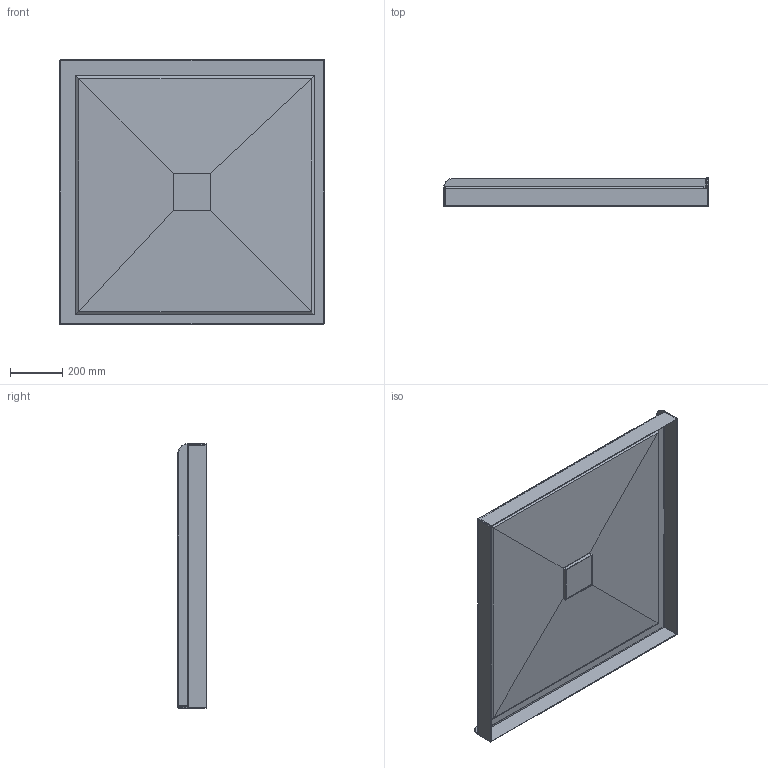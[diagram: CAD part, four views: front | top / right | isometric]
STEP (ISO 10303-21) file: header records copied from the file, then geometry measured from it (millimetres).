
FILE_DESCRIPTION (( 'STEP AP203' ), '1' );
FILE_NAME ('ACP1010S.STEP', '2025-06-03T03:57:16', ( '' ), ( '' ), 'SwSTEP 2.0', 'SolidWorks 2025', '' );
FILE_SCHEMA (( 'CONFIG_CONTROL_DESIGN' ));
Length unit declared in the file: millimetre
Products named in the file (1): ACP1010S
Bounding box: 1010 x 107 x 1010 mm (x, y, z)
Surface area: 1967983.6 mm2 (no closed solid volume)
Topology: 0 solids, 4 shells, 134 faces, 319 edges, 195 vertices
Faces by surface type: plane 70, cylinder 42, torus 22
Entity records: 3892 total; most frequent: DIRECTION 688, CARTESIAN_POINT 664, ORIENTED_EDGE 622, EDGE_CURVE 319, AXIS2_PLACEMENT_3D 237, LINE 214, VECTOR 214, VERTEX_POINT 195
